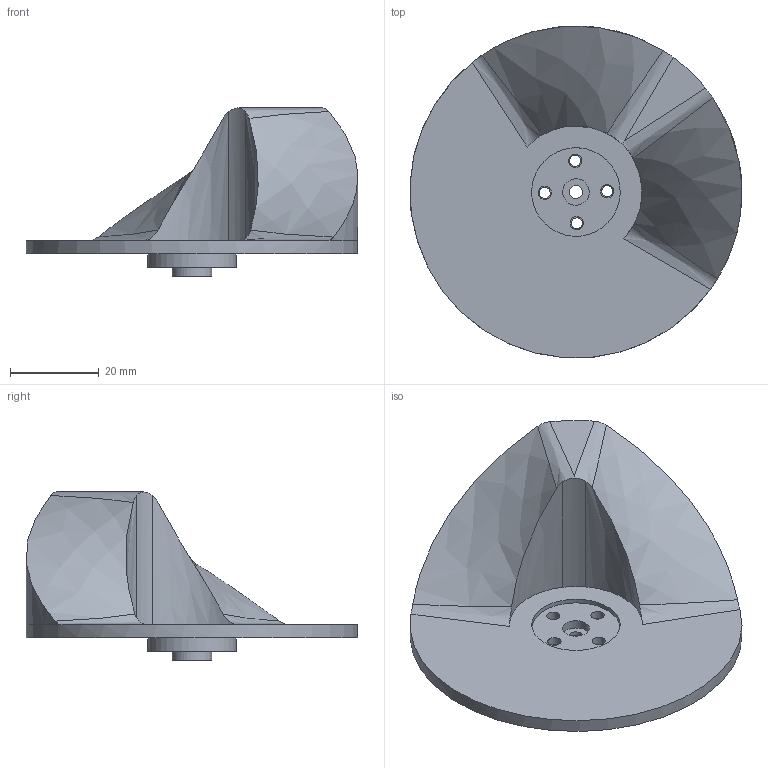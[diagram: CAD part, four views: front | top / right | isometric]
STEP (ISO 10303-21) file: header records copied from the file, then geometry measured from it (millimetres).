
FILE_DESCRIPTION(/* description */ (''),/* implementation_level */ '2;1');
FILE_NAME(/* name */ 'Marker Changer - Spiny Parts.stp',/* time_stamp */ '2022-03-09T20:33:38-05:00',/* author */ ('smiku'),/* organization */ (''),/* preprocessor_version */ 'ST-DEVELOPER v18.1',/* originating_system */ 'Autodesk Inventor 2022',/* authorisation */ '');
FILE_SCHEMA (('CONFIG_CONTROL_DESIGN'));
Length unit declared in the file: millimetre
Products named in the file (3): Marker Changer - Spiny Parts; Servo Hub; SingleCam Plate
Assembly tree (2 placements, depth 2):
  Marker Changer - Spiny Parts
    Servo Hub
    SingleCam Plate
Bounding box: 74.96 x 74.85 x 38 mm (x, y, z)
Volume: 41547.1 mm3; surface area: 13606.7 mm2
Topology: 2 solids, 2 shells, 34 faces, 85 edges, 58 vertices
Faces by surface type: cylinder 16, bspline 10, plane 8
Full cylindrical faces by diameter (mm): 2.5 x4, 3 x5, 6 x2, 9 x1, 20 x2, 75 x1
Entity records: 1806 total; most frequent: CARTESIAN_POINT 888, ORIENTED_EDGE 170, DIRECTION 147, EDGE_CURVE 85, AXIS2_PLACEMENT_3D 64, VERTEX_POINT 58, EDGE_LOOP 57, CIRCLE 35
